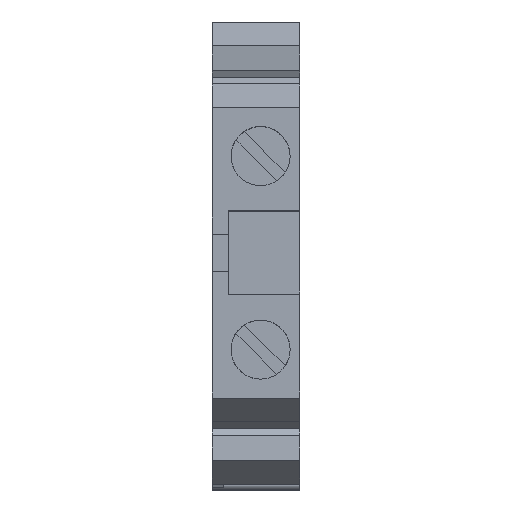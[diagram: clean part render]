
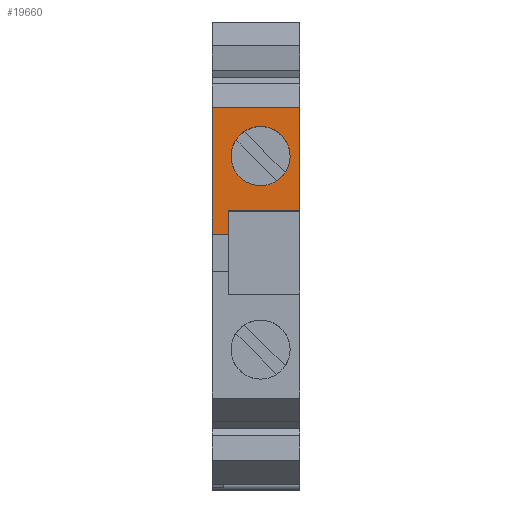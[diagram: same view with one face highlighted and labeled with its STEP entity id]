
A CAD part, top view. The second image highlights one B-rep face of the part: STEP entity #19660.
In plain terms, the highlighted face is planar.
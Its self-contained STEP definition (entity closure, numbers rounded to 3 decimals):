
#2670=CARTESIAN_POINT('',(53.109,44.008,10.15));
#2680=VERTEX_POINT('',#2670);
#2710=CARTESIAN_POINT('',(0.,44.008,10.15));
#2720=DIRECTION('',(-1.,0.,0.));
#2730=VECTOR('',#2720,1.);
#2740=LINE('',#2710,#2730);
#2750=CARTESIAN_POINT('',(62.712,44.008,10.15));
#2760=VERTEX_POINT('',#2750);
#2770=EDGE_CURVE('',#2760,#2680,#2740,.T.);
#16520=CARTESIAN_POINT('',(50.959,44.008,3.5));
#16530=VERTEX_POINT('',#16520);
#16700=CARTESIAN_POINT('',(50.959,44.008,2.));
#16710=VERTEX_POINT('',#16700);
#16740=CARTESIAN_POINT('',(50.959,44.008,2.));
#16750=DIRECTION('',(0.,0.,1.));
#16760=VECTOR('',#16750,1.);
#16770=LINE('',#16740,#16760);
#16780=EDGE_CURVE('',#16710,#16530,#16770,.T.);
#18690=CARTESIAN_POINT('',(0.,44.008,3.5));
#18700=DIRECTION('',(-1.,0.,0.));
#18710=VECTOR('',#18700,1.);
#18720=LINE('',#18690,#18710);
#18730=CARTESIAN_POINT('',(53.109,44.008,3.5));
#18740=VERTEX_POINT('',#18730);
#18750=EDGE_CURVE('',#18740,#16530,#18720,.T.);
#19210=CARTESIAN_POINT('',(52.459,44.008,2.));
#19220=DIRECTION('',(-0.,1.,0.));
#19230=DIRECTION('',(1.,0.,0.));
#19240=AXIS2_PLACEMENT_3D('',#19210,#19220,#19230);
#19250=PLANE('',#19240);
#19260=CARTESIAN_POINT('',(58.209,44.008,6.5));
#19270=DIRECTION('',(0.,1.,0.));
#19280=DIRECTION('',(1.,0.,0.));
#19290=AXIS2_PLACEMENT_3D('',#19260,#19270,#19280);
#19300=CIRCLE('',#19290,2.75);
#19310=CARTESIAN_POINT('',(60.959,44.008,6.5));
#19320=VERTEX_POINT('',#19310);
#19330=CARTESIAN_POINT('',(55.459,44.008,6.5));
#19340=VERTEX_POINT('',#19330);
#19350=EDGE_CURVE('',#19320,#19340,#19300,.T.);
#19360=ORIENTED_EDGE('',*,*,#19350,.F.);
#19370=EDGE_CURVE('',#19340,#19320,#19300,.T.);
#19380=ORIENTED_EDGE('',*,*,#19370,.F.);
#19390=EDGE_LOOP('',(#19380,#19360));
#19400=FACE_BOUND('',#19390,.T.);
#19410=CARTESIAN_POINT('',(62.712,44.008,0.));
#19420=DIRECTION('',(0.,0.,-1.));
#19430=VECTOR('',#19420,1.);
#19440=LINE('',#19410,#19430);
#19450=CARTESIAN_POINT('',(62.712,44.008,2.));
#19460=VERTEX_POINT('',#19450);
#19470=EDGE_CURVE('',#2760,#19460,#19440,.T.);
#19480=ORIENTED_EDGE('',*,*,#19470,.T.);
#19490=ORIENTED_EDGE('',*,*,#2770,.F.);
#19500=CARTESIAN_POINT('',(53.109,44.008,0.));
#19510=DIRECTION('',(0.,0.,-1.));
#19520=VECTOR('',#19510,1.);
#19530=LINE('',#19500,#19520);
#19540=EDGE_CURVE('',#2680,#18740,#19530,.T.);
#19550=ORIENTED_EDGE('',*,*,#19540,.F.);
#19560=ORIENTED_EDGE('',*,*,#18750,.F.);
#19570=ORIENTED_EDGE('',*,*,#16780,.T.);
#19580=CARTESIAN_POINT('',(0.,44.008,2.));
#19590=DIRECTION('',(1.,0.,0.));
#19600=VECTOR('',#19590,1.);
#19610=LINE('',#19580,#19600);
#19620=EDGE_CURVE('',#16710,#19460,#19610,.T.);
#19630=ORIENTED_EDGE('',*,*,#19620,.F.);
#19640=EDGE_LOOP('',(#19630,#19570,#19560,#19550,#19490,#19480));
#19650=FACE_OUTER_BOUND('',#19640,.T.);
#19660=ADVANCED_FACE('',(#19400,#19650),#19250,.T.);
